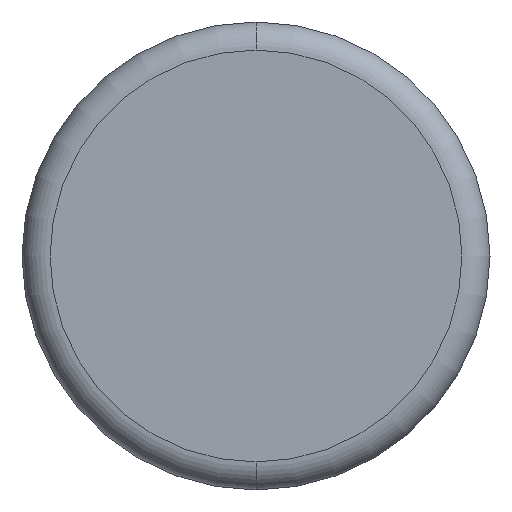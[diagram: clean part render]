
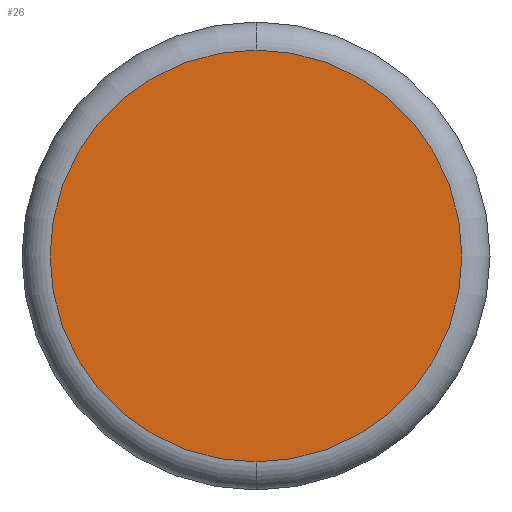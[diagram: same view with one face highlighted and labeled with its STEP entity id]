
A CAD part, front view. The second image highlights one B-rep face of the part: STEP entity #26.
In plain terms, the highlighted planar face has unit normal (0, -1, 0).
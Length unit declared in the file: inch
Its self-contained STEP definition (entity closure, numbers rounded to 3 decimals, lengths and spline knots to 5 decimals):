
#26 = ADVANCED_FACE ( 'NONE', ( #468 ), #112, .T. ) ;
#27 = CARTESIAN_POINT ( 'NONE',  ( 0., 0., 0. ) ) ;
#75 = CARTESIAN_POINT ( 'NONE',  ( 0., 0., 0.22 ) ) ;
#107 = DIRECTION ( 'NONE',  ( 0., 0., -1. ) ) ;
#108 = EDGE_CURVE ( 'NONE', #189, #195, #263, .T. ) ;
#112 = PLANE ( 'NONE',  #307 ) ;
#115 = ORIENTED_EDGE ( 'NONE', *, *, #433, .T. ) ;
#138 = AXIS2_PLACEMENT_3D ( 'NONE', #531, #150, #434 ) ;
#150 = DIRECTION ( 'NONE',  ( 0., -1., 0. ) ) ;
#189 = VERTEX_POINT ( 'NONE', #546 ) ;
#195 = VERTEX_POINT ( 'NONE', #75 ) ;
#263 = CIRCLE ( 'NONE', #419, 0.22 ) ;
#307 = AXIS2_PLACEMENT_3D ( 'NONE', #27, #352, #107 ) ;
#311 = DIRECTION ( 'NONE',  ( 0., 0., -1. ) ) ;
#352 = DIRECTION ( 'NONE',  ( 0., -1., 0. ) ) ;
#373 = CIRCLE ( 'NONE', #138, 0.22 ) ;
#419 = AXIS2_PLACEMENT_3D ( 'NONE', #538, #490, #311 ) ;
#424 = EDGE_LOOP ( 'NONE', ( #464, #115 ) ) ;
#433 = EDGE_CURVE ( 'NONE', #195, #189, #373, .T. ) ;
#434 = DIRECTION ( 'NONE',  ( 0., 0., -1. ) ) ;
#464 = ORIENTED_EDGE ( 'NONE', *, *, #108, .T. ) ;
#468 = FACE_OUTER_BOUND ( 'NONE', #424, .T. ) ;
#490 = DIRECTION ( 'NONE',  ( 0., -1., 0. ) ) ;
#531 = CARTESIAN_POINT ( 'NONE',  ( 0., 0., 0. ) ) ;
#538 = CARTESIAN_POINT ( 'NONE',  ( 0., 0., 0. ) ) ;
#546 = CARTESIAN_POINT ( 'NONE',  ( 0., 0., -0.22 ) ) ;
